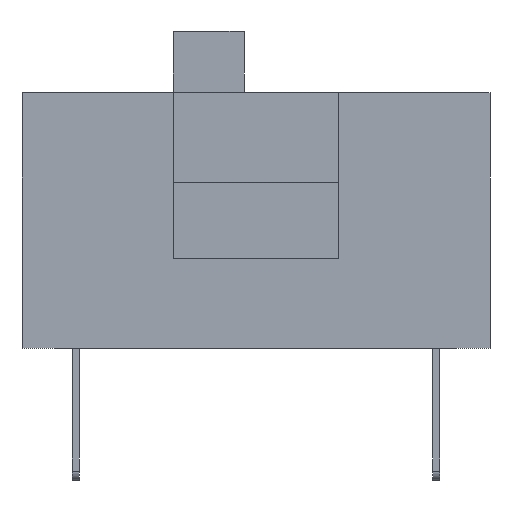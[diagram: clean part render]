
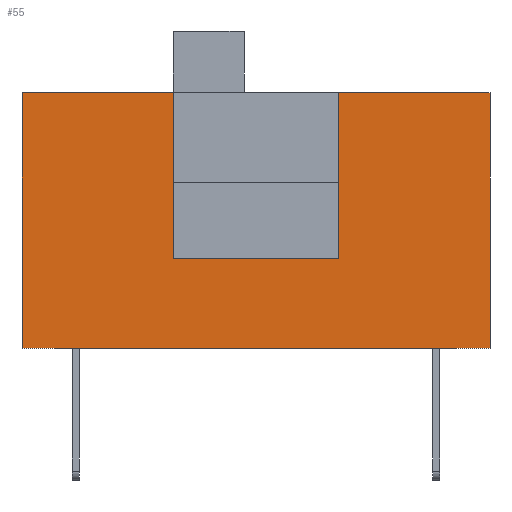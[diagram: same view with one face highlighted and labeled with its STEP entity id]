
A CAD part, left-side view. The second image highlights one B-rep face of the part: STEP entity #55.
In plain terms, the highlighted planar face has unit normal (-1, 0, 0).
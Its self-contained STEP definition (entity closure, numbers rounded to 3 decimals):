
#55 = ADVANCED_FACE('',(#56),#122,.T.);
#56 = FACE_BOUND('',#57,.T.);
#57 = EDGE_LOOP('',(#58,#68,#76,#84,#92,#100,#108,#116));
#58 = ORIENTED_EDGE('',*,*,#59,.F.);
#59 = EDGE_CURVE('',#60,#62,#64,.T.);
#60 = VERTEX_POINT('',#61);
#61 = CARTESIAN_POINT('',(-2.1,-4.95,0.));
#62 = VERTEX_POINT('',#63);
#63 = CARTESIAN_POINT('',(-2.1,4.95,0.));
#64 = LINE('',#65,#66);
#65 = CARTESIAN_POINT('',(-2.1,-4.95,0.));
#66 = VECTOR('',#67,1.);
#67 = DIRECTION('',(0.,1.,0.));
#68 = ORIENTED_EDGE('',*,*,#69,.T.);
#69 = EDGE_CURVE('',#60,#70,#72,.T.);
#70 = VERTEX_POINT('',#71);
#71 = CARTESIAN_POINT('',(-2.1,-4.95,5.4));
#72 = LINE('',#73,#74);
#73 = CARTESIAN_POINT('',(-2.1,-4.95,0.));
#74 = VECTOR('',#75,1.);
#75 = DIRECTION('',(0.,0.,1.));
#76 = ORIENTED_EDGE('',*,*,#77,.T.);
#77 = EDGE_CURVE('',#70,#78,#80,.T.);
#78 = VERTEX_POINT('',#79);
#79 = CARTESIAN_POINT('',(-2.1,-1.75,5.4));
#80 = LINE('',#81,#82);
#81 = CARTESIAN_POINT('',(-2.1,-4.95,5.4));
#82 = VECTOR('',#83,1.);
#83 = DIRECTION('',(0.,1.,0.));
#84 = ORIENTED_EDGE('',*,*,#85,.T.);
#85 = EDGE_CURVE('',#78,#86,#88,.T.);
#86 = VERTEX_POINT('',#87);
#87 = CARTESIAN_POINT('',(-2.1,-1.75,1.9));
#88 = LINE('',#89,#90);
#89 = CARTESIAN_POINT('',(-2.1,-1.75,5.4));
#90 = VECTOR('',#91,1.);
#91 = DIRECTION('',(-0.,-0.,-1.));
#92 = ORIENTED_EDGE('',*,*,#93,.F.);
#93 = EDGE_CURVE('',#94,#86,#96,.T.);
#94 = VERTEX_POINT('',#95);
#95 = CARTESIAN_POINT('',(-2.1,1.75,1.9));
#96 = LINE('',#97,#98);
#97 = CARTESIAN_POINT('',(-2.1,1.75,1.9));
#98 = VECTOR('',#99,1.);
#99 = DIRECTION('',(0.,-1.,0.));
#100 = ORIENTED_EDGE('',*,*,#101,.F.);
#101 = EDGE_CURVE('',#102,#94,#104,.T.);
#102 = VERTEX_POINT('',#103);
#103 = CARTESIAN_POINT('',(-2.1,1.75,5.4));
#104 = LINE('',#105,#106);
#105 = CARTESIAN_POINT('',(-2.1,1.75,5.4));
#106 = VECTOR('',#107,1.);
#107 = DIRECTION('',(-0.,-0.,-1.));
#108 = ORIENTED_EDGE('',*,*,#109,.T.);
#109 = EDGE_CURVE('',#102,#110,#112,.T.);
#110 = VERTEX_POINT('',#111);
#111 = CARTESIAN_POINT('',(-2.1,4.95,5.4));
#112 = LINE('',#113,#114);
#113 = CARTESIAN_POINT('',(-2.1,-4.95,5.4));
#114 = VECTOR('',#115,1.);
#115 = DIRECTION('',(0.,1.,0.));
#116 = ORIENTED_EDGE('',*,*,#117,.F.);
#117 = EDGE_CURVE('',#62,#110,#118,.T.);
#118 = LINE('',#119,#120);
#119 = CARTESIAN_POINT('',(-2.1,4.95,0.));
#120 = VECTOR('',#121,1.);
#121 = DIRECTION('',(0.,0.,1.));
#122 = PLANE('',#123);
#123 = AXIS2_PLACEMENT_3D('',#124,#125,#126);
#124 = CARTESIAN_POINT('',(-2.1,-4.95,0.));
#125 = DIRECTION('',(-1.,0.,0.));
#126 = DIRECTION('',(0.,1.,0.));
